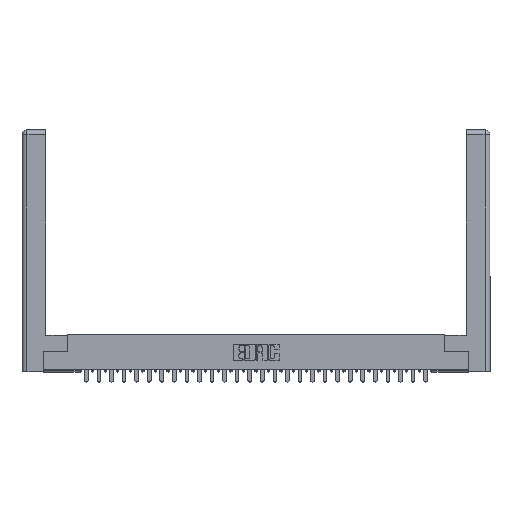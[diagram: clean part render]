
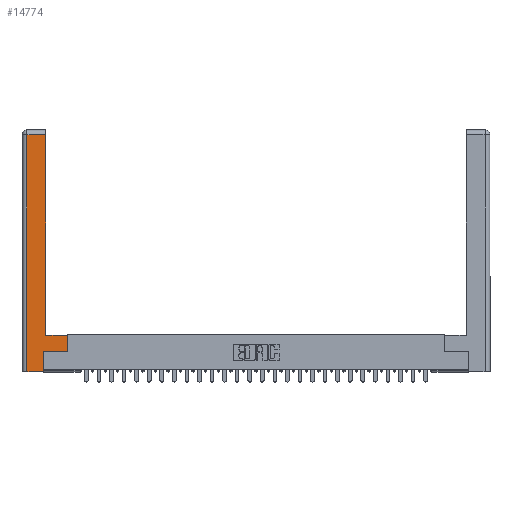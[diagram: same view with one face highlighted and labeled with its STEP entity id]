
A CAD part, top view. The second image highlights one B-rep face of the part: STEP entity #14774.
In plain terms, the highlighted planar face has unit normal (0, 0, 1).
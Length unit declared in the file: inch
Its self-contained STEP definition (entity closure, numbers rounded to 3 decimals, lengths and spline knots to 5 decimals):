
#490 = VECTOR ( 'NONE', #30831, 39.37008 ) ;
#1068 = CARTESIAN_POINT ( 'NONE',  ( 0.0615, 2.94, 0. ) ) ;
#1934 = CARTESIAN_POINT ( 'NONE',  ( 0.295, 0.45, 0. ) ) ;
#3191 = VECTOR ( 'NONE', #23426, 39.37008 ) ;
#4252 = CARTESIAN_POINT ( 'NONE',  ( 0.265, 0., 0. ) ) ;
#5242 = ORIENTED_EDGE ( 'NONE', *, *, #8259, .T. ) ;
#5439 = LINE ( 'NONE', #6589, #19962 ) ;
#5509 = EDGE_CURVE ( 'NONE', #14017, #9470, #24468, .T. ) ;
#5652 = CARTESIAN_POINT ( 'NONE',  ( 0.565, 0.245, 0. ) ) ;
#6589 = CARTESIAN_POINT ( 'NONE',  ( 0.265, 0.245, 0. ) ) ;
#7738 = VERTEX_POINT ( 'NONE', #33345 ) ;
#8259 = EDGE_CURVE ( 'NONE', #27931, #9974, #25674, .T. ) ;
#9221 = CARTESIAN_POINT ( 'NONE',  ( 0.295, 3., 0. ) ) ;
#9275 = LINE ( 'NONE', #1068, #490 ) ;
#9470 = VERTEX_POINT ( 'NONE', #5652 ) ;
#9974 = VERTEX_POINT ( 'NONE', #4252 ) ;
#10121 = CARTESIAN_POINT ( 'NONE',  ( 0.565, 0.45, 0. ) ) ;
#10739 = EDGE_CURVE ( 'NONE', #32528, #7738, #9275, .T. ) ;
#11327 = VECTOR ( 'NONE', #13096, 39.37008 ) ;
#11512 = EDGE_CURVE ( 'NONE', #9470, #18441, #15930, .T. ) ;
#12434 = DIRECTION ( 'NONE',  ( -1., 0., 0. ) ) ;
#12547 = DIRECTION ( 'NONE',  ( 1., 0., 0. ) ) ;
#12589 = DIRECTION ( 'NONE',  ( -1., 0., 0. ) ) ;
#12623 = ORIENTED_EDGE ( 'NONE', *, *, #10739, .T. ) ;
#12888 = EDGE_CURVE ( 'NONE', #7738, #27931, #32922, .T. ) ;
#12987 = VECTOR ( 'NONE', #21331, 39.37008 ) ;
#13096 = DIRECTION ( 'NONE',  ( 0., 1., 0. ) ) ;
#13392 = ORIENTED_EDGE ( 'NONE', *, *, #5509, .T. ) ;
#14017 = VERTEX_POINT ( 'NONE', #19195 ) ;
#14675 = CARTESIAN_POINT ( 'NONE',  ( 0.295, 2.94, 0. ) ) ;
#14774 = ADVANCED_FACE ( 'NONE', ( #15321 ), #16387, .F. ) ;
#14835 = DIRECTION ( 'NONE',  ( 0., 0., -1. ) ) ;
#15321 = FACE_OUTER_BOUND ( 'NONE', #23421, .T. ) ;
#15682 = VECTOR ( 'NONE', #12547, 39.37008 ) ;
#15930 = LINE ( 'NONE', #10121, #28449 ) ;
#16387 = PLANE ( 'NONE',  #34175 ) ;
#17160 = ORIENTED_EDGE ( 'NONE', *, *, #34436, .T. ) ;
#17300 = CARTESIAN_POINT ( 'NONE',  ( 0.0615, 0., 0. ) ) ;
#18085 = DIRECTION ( 'NONE',  ( 0., 1., 0. ) ) ;
#18441 = VERTEX_POINT ( 'NONE', #29612 ) ;
#19195 = CARTESIAN_POINT ( 'NONE',  ( 0.265, 0.245, 0. ) ) ;
#19962 = VECTOR ( 'NONE', #32992, 39.37008 ) ;
#20170 = ORIENTED_EDGE ( 'NONE', *, *, #11512, .T. ) ;
#20245 = LINE ( 'NONE', #28167, #29439 ) ;
#21331 = DIRECTION ( 'NONE',  ( 0., -1., 0. ) ) ;
#22433 = VERTEX_POINT ( 'NONE', #1934 ) ;
#22777 = EDGE_CURVE ( 'NONE', #9974, #14017, #5439, .T. ) ;
#22860 = CARTESIAN_POINT ( 'NONE',  ( 0., 0., 0. ) ) ;
#23421 = EDGE_LOOP ( 'NONE', ( #17160, #12623, #32622, #5242, #29604, #13392, #20170, #26300 ) ) ;
#23426 = DIRECTION ( 'NONE',  ( 1., 0., 0. ) ) ;
#24468 = LINE ( 'NONE', #25892, #3191 ) ;
#25438 = CARTESIAN_POINT ( 'NONE',  ( 0.265, 0., 0. ) ) ;
#25674 = LINE ( 'NONE', #25438, #15682 ) ;
#25892 = CARTESIAN_POINT ( 'NONE',  ( 0.565, 0.245, 0. ) ) ;
#26300 = ORIENTED_EDGE ( 'NONE', *, *, #28963, .T. ) ;
#26607 = CARTESIAN_POINT ( 'NONE',  ( 0.0615, 0., 0. ) ) ;
#27931 = VERTEX_POINT ( 'NONE', #17300 ) ;
#28167 = CARTESIAN_POINT ( 'NONE',  ( 0.295, 0.45, 0. ) ) ;
#28449 = VECTOR ( 'NONE', #18085, 39.37008 ) ;
#28963 = EDGE_CURVE ( 'NONE', #18441, #22433, #20245, .T. ) ;
#29439 = VECTOR ( 'NONE', #12589, 39.37008 ) ;
#29604 = ORIENTED_EDGE ( 'NONE', *, *, #22777, .T. ) ;
#29612 = CARTESIAN_POINT ( 'NONE',  ( 0.565, 0.45, 0. ) ) ;
#30831 = DIRECTION ( 'NONE',  ( -1., 0., 0. ) ) ;
#32528 = VERTEX_POINT ( 'NONE', #14675 ) ;
#32543 = LINE ( 'NONE', #9221, #11327 ) ;
#32622 = ORIENTED_EDGE ( 'NONE', *, *, #12888, .T. ) ;
#32922 = LINE ( 'NONE', #26607, #12987 ) ;
#32992 = DIRECTION ( 'NONE',  ( 0., 1., 0. ) ) ;
#33345 = CARTESIAN_POINT ( 'NONE',  ( 0.0615, 2.94, 0. ) ) ;
#34175 = AXIS2_PLACEMENT_3D ( 'NONE', #22860, #14835, #12434 ) ;
#34436 = EDGE_CURVE ( 'NONE', #22433, #32528, #32543, .T. ) ;
